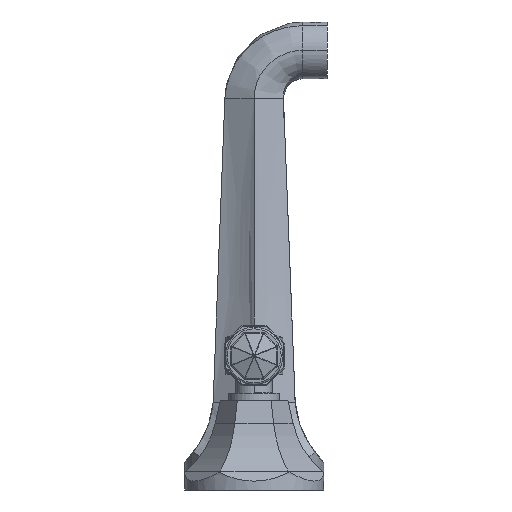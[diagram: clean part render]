
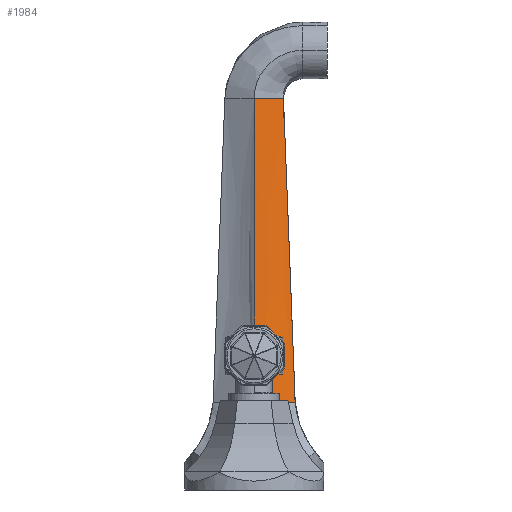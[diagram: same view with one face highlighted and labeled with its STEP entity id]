
A CAD part, left-side view. The second image highlights one B-rep face of the part: STEP entity #1984.
In plain terms, the highlighted free-form (B-spline) face has degree [3, 3] with [10, 4] control points.
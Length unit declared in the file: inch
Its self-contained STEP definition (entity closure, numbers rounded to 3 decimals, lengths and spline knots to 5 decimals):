
#629=CARTESIAN_POINT('',(-0.4046,-0.69974,1.5));
#630=CARTESIAN_POINT('',(-0.32204,-0.55695,
3.45006));
#631=CARTESIAN_POINT('',(-0.3364,-0.58179,
4.94955));
#632=CARTESIAN_POINT('',(-0.289,-0.49981,6.675));
#637=DIRECTION('',(0.499,-0.866,0.));
#638=VECTOR('',#637,0.80829);
#639=CARTESIAN_POINT('',(-0.80829,0.00052,1.5));
#640=LINE('',#639,#638);
#644=CARTESIAN_POINT('',(-0.80829,0.00052,1.5));
#645=CARTESIAN_POINT('',(-0.64335,0.00042,
3.45006));
#646=CARTESIAN_POINT('',(-0.67205,0.00043,
4.94955));
#647=CARTESIAN_POINT('',(-0.57735,0.00037,6.675));
#981=DIRECTION('',(0.499,-0.866,0.));
#982=VECTOR('',#981,0.57735);
#983=CARTESIAN_POINT('',(-0.57735,0.00037,6.675));
#984=LINE('',#983,#982);
#1261=CARTESIAN_POINT('',(-0.80829,0.00052,1.5));
#1262=VERTEX_POINT('',#1261);
#1263=CARTESIAN_POINT('',(-0.4046,-0.69974,1.5));
#1264=VERTEX_POINT('',#1263);
#1276=VERTEX_POINT('',#647);
#1277=VERTEX_POINT('',#632);
#1935=CARTESIAN_POINT('',(-0.82082,0.01461,
1.44828));
#1936=CARTESIAN_POINT('',(-0.64718,0.01153,
3.4472));
#1937=CARTESIAN_POINT('',(-0.68212,0.01125,
4.96406));
#1938=CARTESIAN_POINT('',(-0.58015,0.01035,
6.72687));
#1939=CARTESIAN_POINT('',(-0.79876,-0.02361,
1.44856));
#1940=CARTESIAN_POINT('',(-0.63083,-0.01862,
3.43631));
#1941=CARTESIAN_POINT('',(-0.65882,-0.01818,
4.9647));
#1942=CARTESIAN_POINT('',(-0.56473,-0.01673,
6.72686));
#1943=CARTESIAN_POINT('',(-0.75736,-0.09536,
1.44902));
#1944=CARTESIAN_POINT('',(-0.59977,-0.07551,
3.41874));
#1945=CARTESIAN_POINT('',(-0.61354,-0.0721,
4.96533));
#1946=CARTESIAN_POINT('',(-0.53582,-0.06762,
6.72684));
#1947=CARTESIAN_POINT('',(-0.69664,-0.20061,
1.44947));
#1948=CARTESIAN_POINT('',(-0.55326,-0.15941,
3.40146));
#1949=CARTESIAN_POINT('',(-0.54599,-0.1495,
4.9654));
#1950=CARTESIAN_POINT('',(-0.49343,-0.14232,
6.72685));
#1951=CARTESIAN_POINT('',(-0.63864,-0.30117,
1.44969));
#1952=CARTESIAN_POINT('',(-0.50807,-0.23966,
3.39295));
#1953=CARTESIAN_POINT('',(-0.48295,-0.22342,
4.96529));
#1954=CARTESIAN_POINT('',(-0.45289,-0.2137,
6.72685));
#1955=CARTESIAN_POINT('',(-0.58067,-0.40174,
1.44969));
#1956=CARTESIAN_POINT('',(-0.462,-0.31958,
3.39295));
#1957=CARTESIAN_POINT('',(-0.43535,-0.30597,
4.96529));
#1958=CARTESIAN_POINT('',(-0.41189,-0.28483,
6.72685));
#1959=CARTESIAN_POINT('',(-0.5227,-0.50232,
1.44947));
#1960=CARTESIAN_POINT('',(-0.4152,-0.39889,
3.40146));
#1961=CARTESIAN_POINT('',(-0.40298,-0.39757,
4.9654));
#1962=CARTESIAN_POINT('',(-0.37043,-0.35568,
6.72685));
#1963=CARTESIAN_POINT('',(-0.46205,-0.60762,
1.44902));
#1964=CARTESIAN_POINT('',(-0.3659,-0.48119,
3.41874));
#1965=CARTESIAN_POINT('',(-0.36985,-0.49481,
4.96533));
#1966=CARTESIAN_POINT('',(-0.32702,-0.4298,
6.72684));
#1967=CARTESIAN_POINT('',(-0.42071,-0.6794,
1.44856));
#1968=CARTESIAN_POINT('',(-0.33224,-0.53658,
3.43631));
#1969=CARTESIAN_POINT('',(-0.34588,-0.56102,
4.9647));
#1970=CARTESIAN_POINT('',(-0.29748,-0.48032,
6.72686));
#1971=CARTESIAN_POINT('',(-0.39869,-0.71764,
1.44828));
#1972=CARTESIAN_POINT('',(-0.31434,-0.56583,
3.4472));
#1973=CARTESIAN_POINT('',(-0.33209,-0.59592,
4.96406));
#1974=CARTESIAN_POINT('',(-0.28177,-0.50724,
6.72687));
#1975=B_SPLINE_SURFACE_WITH_KNOTS('',3,3,((#1935,#1936,#1937,#1938),(#1939,
#1940,#1941,#1942),(#1943,#1944,#1945,#1946),(#1947,#1948,#1949,#1950),(#1951,
#1952,#1953,#1954),(#1955,#1956,#1957,#1958),(#1959,#1960,#1961,#1962),(#1963,
#1964,#1965,#1966),(#1967,#1968,#1969,#1970),(#1971,#1972,#1973,#1974)),
.UNSPECIFIED.,.F.,.F.,.F.,(4,1,1,1,1,1,1,4),(4,4),(-0.02,0.14286,
0.28571,0.42857,0.57143,0.71429,
0.85714,1.02),(1.45443,6.72679),.UNSPECIFIED.);
#1976=ORIENTED_EDGE('',*,*,#1580,.F.);
#1978=ORIENTED_EDGE('',*,*,#1977,.T.);
#1980=ORIENTED_EDGE('',*,*,#1979,.T.);
#1981=ORIENTED_EDGE('',*,*,#1920,.F.);
#1982=EDGE_LOOP('',(#1976,#1978,#1980,#1981));
#1983=FACE_OUTER_BOUND('',#1982,.F.);
#633=B_SPLINE_CURVE_WITH_KNOTS('',3,(#629,#630,#631,#632),.UNSPECIFIED.,.F.,.F.,
(4,4),(0.,1.),.UNSPECIFIED.);
#648=B_SPLINE_CURVE_WITH_KNOTS('',3,(#644,#645,#646,#647),.UNSPECIFIED.,.F.,.F.,
(4,4),(0.,1.),.UNSPECIFIED.);
#1580=EDGE_CURVE('',#1262,#1264,#640,.T.);
#1920=EDGE_CURVE('',#1264,#1277,#633,.T.);
#1977=EDGE_CURVE('',#1262,#1276,#648,.T.);
#1979=EDGE_CURVE('',#1276,#1277,#984,.T.);
#1984=ADVANCED_FACE('',(#1983),#1975,.T.);
